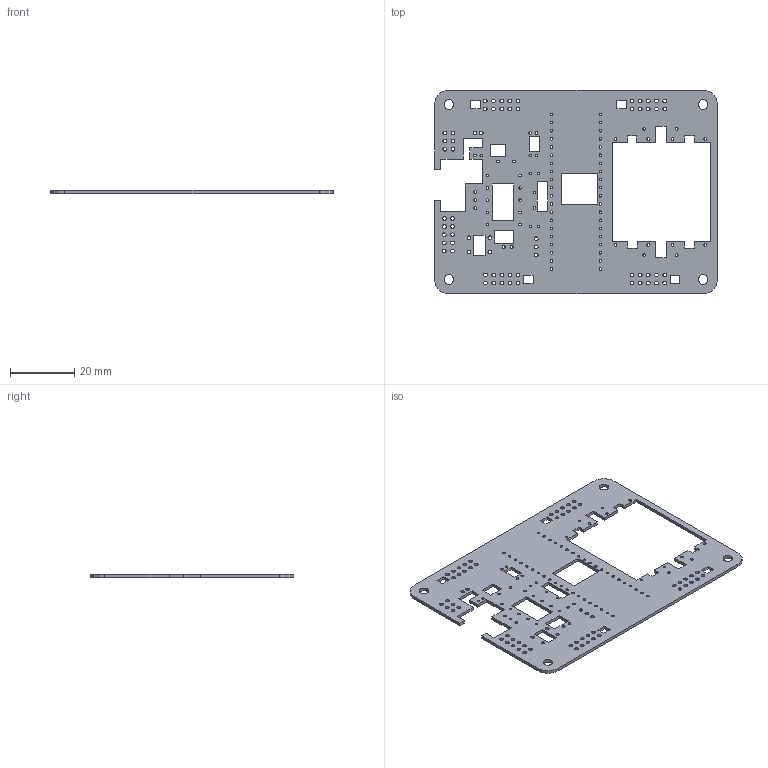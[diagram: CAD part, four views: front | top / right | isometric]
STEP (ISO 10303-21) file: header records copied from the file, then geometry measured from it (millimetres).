
FILE_DESCRIPTION(('KiCad electronic assembly'),'2;1');
FILE_NAME('middle.step','2023-01-10T10:42:23',('Pcbnew'),('Kicad'), 'Open CASCADE STEP processor 7.6','KiCad to STEP converter','Unknown' );
FILE_SCHEMA(('AUTOMOTIVE_DESIGN { 1 0 10303 214 1 1 1 1 }'));
Length unit declared in the file: millimetre
Products named in the file (2): middle 1; middle PCB
Assembly tree (1 placements, depth 2):
  middle 1
    middle PCB
Bounding box: 88.27 x 63.5 x 1 mm (x, y, z)
Volume: 3908.5 mm3; surface area: 9033.3 mm2
Topology: 1 solids, 1 shells, 248 faces, 738 edges, 492 vertices
Faces by surface type: cylinder 154, plane 94
Full cylindrical faces by diameter (mm): 0.8 x76, 0.889 x3, 0.9 x2, 1.1 x4, 1.15 x61, 3 x4
Entity records: 18739 total; most frequent: DIRECTION 3022, CARTESIAN_POINT 2956, LINE 1598, VECTOR 1598, ORIENTED_EDGE 1476, PCURVE 1476, DEFINITIONAL_REPRESENTATION 1476, EDGE_CURVE 738
